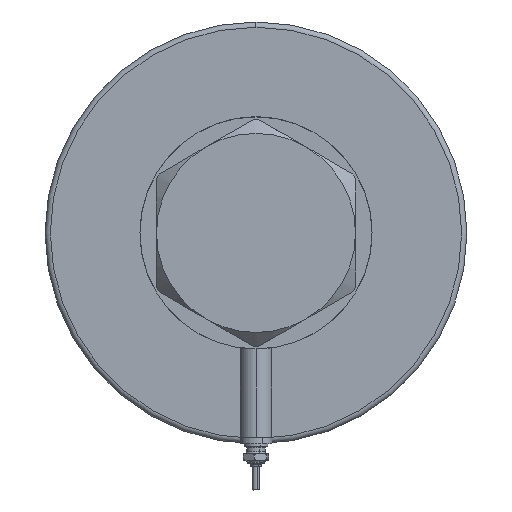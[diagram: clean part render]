
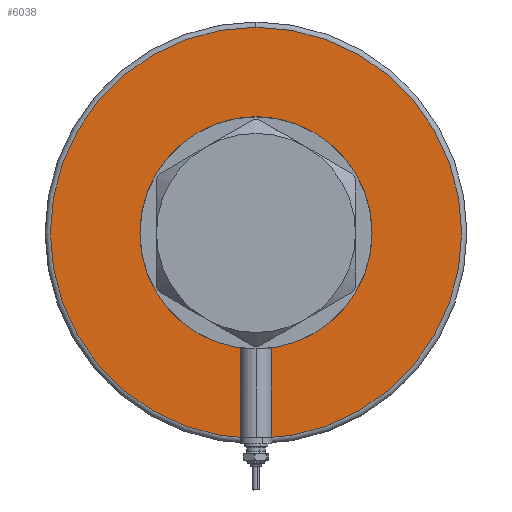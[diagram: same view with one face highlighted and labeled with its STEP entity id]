
A CAD part, left-side view. The second image highlights one B-rep face of the part: STEP entity #6038.
In plain terms, the highlighted face is planar.
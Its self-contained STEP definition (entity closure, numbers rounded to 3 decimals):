
#403 = CARTESIAN_POINT ( 'NONE',  ( 0., 0., 0. ) ) ;
#446 = PLANE ( 'NONE',  #5539 ) ;
#576 = CARTESIAN_POINT ( 'NONE',  ( 78., 0., 0. ) ) ;
#965 = FACE_BOUND ( 'NONE', #2162, .T. ) ;
#1016 = EDGE_CURVE ( 'NONE', #3830, #2347, #1976, .T. ) ;
#1737 = VERTEX_POINT ( 'NONE', #576 ) ;
#1976 = CIRCLE ( 'NONE', #2801, 37.5 ) ;
#2162 = EDGE_LOOP ( 'NONE', ( #6330, #5724 ) ) ;
#2347 = VERTEX_POINT ( 'NONE', #5394 ) ;
#2397 = DIRECTION ( 'NONE',  ( 0., 0., 1. ) ) ;
#2442 = CARTESIAN_POINT ( 'NONE',  ( 0., 0., 0. ) ) ;
#2731 = CARTESIAN_POINT ( 'NONE',  ( 0., 0., 0. ) ) ;
#2801 = AXIS2_PLACEMENT_3D ( 'NONE', #3791, #3332, #5771 ) ;
#2828 = DIRECTION ( 'NONE',  ( 0., 0., -1. ) ) ;
#2868 = DIRECTION ( 'NONE',  ( 1., 0., 0. ) ) ;
#3145 = CARTESIAN_POINT ( 'NONE',  ( -78., 0., 0. ) ) ;
#3270 = EDGE_CURVE ( 'NONE', #1737, #5493, #4895, .T. ) ;
#3332 = DIRECTION ( 'NONE',  ( 0., 0., 1. ) ) ;
#3375 = DIRECTION ( 'NONE',  ( 1., 0., 0. ) ) ;
#3588 = CARTESIAN_POINT ( 'NONE',  ( 0., 0., 0. ) ) ;
#3604 = ORIENTED_EDGE ( 'NONE', *, *, #3270, .T. ) ;
#3666 = CIRCLE ( 'NONE', #6057, 37.5 ) ;
#3725 = CARTESIAN_POINT ( 'NONE',  ( -37.5, 0., 0. ) ) ;
#3791 = CARTESIAN_POINT ( 'NONE',  ( 0., 0., 0. ) ) ;
#3830 = VERTEX_POINT ( 'NONE', #3725 ) ;
#3869 = EDGE_CURVE ( 'NONE', #5493, #1737, #6146, .T. ) ;
#4167 = AXIS2_PLACEMENT_3D ( 'NONE', #403, #4337, #3375 ) ;
#4240 = ORIENTED_EDGE ( 'NONE', *, *, #3869, .T. ) ;
#4337 = DIRECTION ( 'NONE',  ( 0., 0., -1. ) ) ;
#4656 = EDGE_LOOP ( 'NONE', ( #3604, #4240 ) ) ;
#4895 = CIRCLE ( 'NONE', #4167, 78. ) ;
#4938 = DIRECTION ( 'NONE',  ( 1., 0., 0. ) ) ;
#5023 = DIRECTION ( 'NONE',  ( 1., 0., 0. ) ) ;
#5240 = EDGE_CURVE ( 'NONE', #2347, #3830, #3666, .T. ) ;
#5393 = FACE_OUTER_BOUND ( 'NONE', #4656, .T. ) ;
#5394 = CARTESIAN_POINT ( 'NONE',  ( 37.5, 0., 0. ) ) ;
#5493 = VERTEX_POINT ( 'NONE', #3145 ) ;
#5539 = AXIS2_PLACEMENT_3D ( 'NONE', #2442, #2397, #4938 ) ;
#5540 = DIRECTION ( 'NONE',  ( 0., 0., 1. ) ) ;
#5623 = AXIS2_PLACEMENT_3D ( 'NONE', #2731, #2828, #2868 ) ;
#5724 = ORIENTED_EDGE ( 'NONE', *, *, #1016, .T. ) ;
#5771 = DIRECTION ( 'NONE',  ( 1., 0., 0. ) ) ;
#6038 = ADVANCED_FACE ( 'NONE', ( #5393, #965 ), #446, .F. ) ;
#6057 = AXIS2_PLACEMENT_3D ( 'NONE', #3588, #5540, #5023 ) ;
#6146 = CIRCLE ( 'NONE', #5623, 78. ) ;
#6330 = ORIENTED_EDGE ( 'NONE', *, *, #5240, .T. ) ;
